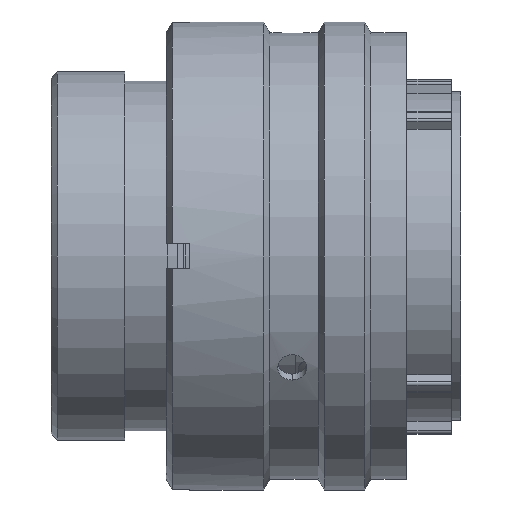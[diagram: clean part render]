
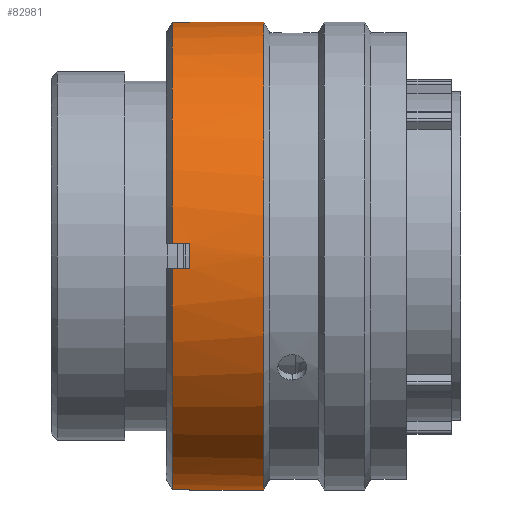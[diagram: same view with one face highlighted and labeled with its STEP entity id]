
A CAD part, front view. The second image highlights one B-rep face of the part: STEP entity #82981.
In plain terms, the highlighted cylindrical face has radius 19.05 mm (diameter 38.1 mm), a partial arc.
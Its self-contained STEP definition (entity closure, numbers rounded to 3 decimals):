
#215 = LINE ( 'NONE', #14216, #44611 ) ;
#1540 = FACE_OUTER_BOUND ( 'NONE', #78154, .T. ) ;
#2983 = DIRECTION ( 'NONE',  ( -1., 0., 0. ) ) ;
#3171 = VECTOR ( 'NONE', #14254, 1000. ) ;
#3669 = VECTOR ( 'NONE', #107050, 1000. ) ;
#4245 = DIRECTION ( 'NONE',  ( 0., 0., 1. ) ) ;
#6372 = EDGE_CURVE ( 'NONE', #54857, #92289, #27501, .T. ) ;
#6885 = CYLINDRICAL_SURFACE ( 'NONE', #21982, 19.05 ) ;
#7816 = LINE ( 'NONE', #15609, #96414 ) ;
#8327 = DIRECTION ( 'NONE',  ( 1., 0., 0. ) ) ;
#13165 = CARTESIAN_POINT ( 'NONE',  ( 11.278, 0., -19.05 ) ) ;
#13588 = CARTESIAN_POINT ( 'NONE',  ( 11.278, -1., 19.024 ) ) ;
#14216 = CARTESIAN_POINT ( 'NONE',  ( 28.928, -19.024, 1. ) ) ;
#14254 = DIRECTION ( 'NONE',  ( 1., 0., 0. ) ) ;
#15609 = CARTESIAN_POINT ( 'NONE',  ( 28.928, 0., 19.05 ) ) ;
#20318 = AXIS2_PLACEMENT_3D ( 'NONE', #25627, #8327, #84516 ) ;
#21519 = VECTOR ( 'NONE', #2983, 1000. ) ;
#21982 = AXIS2_PLACEMENT_3D ( 'NONE', #30731, #98969, #47949 ) ;
#22490 = VERTEX_POINT ( 'NONE', #107738 ) ;
#22861 = VERTEX_POINT ( 'NONE', #98603 ) ;
#22916 = CIRCLE ( 'NONE', #55366, 19.05 ) ;
#24845 = DIRECTION ( 'NONE',  ( 1., 0., 0. ) ) ;
#25357 = AXIS2_PLACEMENT_3D ( 'NONE', #54454, #28899, #29292 ) ;
#25627 = CARTESIAN_POINT ( 'NONE',  ( 9.878, 0., 0. ) ) ;
#27501 = CIRCLE ( 'NONE', #40219, 19.05 ) ;
#28899 = DIRECTION ( 'NONE',  ( 1., 0., 0. ) ) ;
#29292 = DIRECTION ( 'NONE',  ( 0., 0., -1. ) ) ;
#30040 = ORIENTED_EDGE ( 'NONE', *, *, #80605, .F. ) ;
#30428 = DIRECTION ( 'NONE',  ( 1., 0., 0. ) ) ;
#30731 = CARTESIAN_POINT ( 'NONE',  ( 28.928, 0., 0. ) ) ;
#30881 = AXIS2_PLACEMENT_3D ( 'NONE', #90055, #30428, #108036 ) ;
#31936 = CARTESIAN_POINT ( 'NONE',  ( 17.298, 0., 19.05 ) ) ;
#33063 = ORIENTED_EDGE ( 'NONE', *, *, #69024, .T. ) ;
#37471 = EDGE_CURVE ( 'NONE', #92289, #75428, #72142, .T. ) ;
#39193 = VERTEX_POINT ( 'NONE', #13165 ) ;
#39636 = EDGE_CURVE ( 'NONE', #75428, #22861, #22916, .T. ) ;
#40219 = AXIS2_PLACEMENT_3D ( 'NONE', #93105, #24845, #57925 ) ;
#40907 = EDGE_CURVE ( 'NONE', #69831, #86032, #68995, .T. ) ;
#40973 = EDGE_CURVE ( 'NONE', #92232, #69867, #83614, .T. ) ;
#41498 = CARTESIAN_POINT ( 'NONE',  ( 28.928, -1., -19.024 ) ) ;
#42256 = ORIENTED_EDGE ( 'NONE', *, *, #78834, .T. ) ;
#42968 = ORIENTED_EDGE ( 'NONE', *, *, #40907, .T. ) ;
#44183 = EDGE_CURVE ( 'NONE', #22490, #39193, #56917, .T. ) ;
#44611 = VECTOR ( 'NONE', #91477, 1000. ) ;
#45362 = VECTOR ( 'NONE', #76304, 1000. ) ;
#46056 = DIRECTION ( 'NONE',  ( 1., 0., 0. ) ) ;
#47634 = AXIS2_PLACEMENT_3D ( 'NONE', #98437, #89460, #4245 ) ;
#47651 = CARTESIAN_POINT ( 'NONE',  ( 28.928, 0., -19.05 ) ) ;
#47949 = DIRECTION ( 'NONE',  ( 0., 0., -1. ) ) ;
#49769 = CIRCLE ( 'NONE', #25357, 19.05 ) ;
#54454 = CARTESIAN_POINT ( 'NONE',  ( 17.298, 0., 0. ) ) ;
#54857 = VERTEX_POINT ( 'NONE', #60216 ) ;
#55366 = AXIS2_PLACEMENT_3D ( 'NONE', #97824, #46056, #73055 ) ;
#56917 = CIRCLE ( 'NONE', #30881, 19.05 ) ;
#57761 = CARTESIAN_POINT ( 'NONE',  ( 11.278, 0., 19.05 ) ) ;
#57925 = DIRECTION ( 'NONE',  ( 0., 0., 1. ) ) ;
#58564 = CARTESIAN_POINT ( 'NONE',  ( 17.298, 0., -19.05 ) ) ;
#59059 = ORIENTED_EDGE ( 'NONE', *, *, #40973, .T. ) ;
#59633 = LINE ( 'NONE', #47651, #3171 ) ;
#60216 = CARTESIAN_POINT ( 'NONE',  ( 11.278, -19.024, 1. ) ) ;
#61970 = CARTESIAN_POINT ( 'NONE',  ( 11.278, -19.024, -1. ) ) ;
#62371 = ORIENTED_EDGE ( 'NONE', *, *, #37471, .T. ) ;
#65329 = CARTESIAN_POINT ( 'NONE',  ( 9.878, -19.024, -1. ) ) ;
#68165 = LINE ( 'NONE', #41498, #45362 ) ;
#68722 = CARTESIAN_POINT ( 'NONE',  ( 9.878, -1., 19.024 ) ) ;
#68995 = CIRCLE ( 'NONE', #47634, 19.05 ) ;
#69024 = EDGE_CURVE ( 'NONE', #69867, #54857, #215, .T. ) ;
#69831 = VERTEX_POINT ( 'NONE', #57761 ) ;
#69867 = VERTEX_POINT ( 'NONE', #84322 ) ;
#70445 = EDGE_CURVE ( 'NONE', #22861, #22490, #68165, .T. ) ;
#72142 = LINE ( 'NONE', #89817, #3669 ) ;
#72697 = ORIENTED_EDGE ( 'NONE', *, *, #70445, .T. ) ;
#73055 = DIRECTION ( 'NONE',  ( 0., 0., -1. ) ) ;
#75428 = VERTEX_POINT ( 'NONE', #65329 ) ;
#76304 = DIRECTION ( 'NONE',  ( 1., 0., 0. ) ) ;
#78154 = EDGE_LOOP ( 'NONE', ( #30040, #42968, #107104, #59059, #33063, #110308, #62371, #107306, #72697, #82133, #42256, #86085 ) ) ;
#78834 = EDGE_CURVE ( 'NONE', #39193, #96816, #59633, .T. ) ;
#80605 = EDGE_CURVE ( 'NONE', #69831, #89239, #7816, .T. ) ;
#82133 = ORIENTED_EDGE ( 'NONE', *, *, #44183, .T. ) ;
#82981 = ADVANCED_FACE ( 'NONE', ( #1540 ), #6885, .T. ) ;
#83614 = CIRCLE ( 'NONE', #20318, 19.05 ) ;
#83854 = DIRECTION ( 'NONE',  ( 1., 0., 0. ) ) ;
#84322 = CARTESIAN_POINT ( 'NONE',  ( 9.878, -19.024, 1. ) ) ;
#84516 = DIRECTION ( 'NONE',  ( 0., 0., -1. ) ) ;
#86032 = VERTEX_POINT ( 'NONE', #13588 ) ;
#86085 = ORIENTED_EDGE ( 'NONE', *, *, #107570, .F. ) ;
#89239 = VERTEX_POINT ( 'NONE', #31936 ) ;
#89460 = DIRECTION ( 'NONE',  ( 1., 0., 0. ) ) ;
#89817 = CARTESIAN_POINT ( 'NONE',  ( 28.928, -19.024, -1. ) ) ;
#90055 = CARTESIAN_POINT ( 'NONE',  ( 11.278, 0., 0. ) ) ;
#91477 = DIRECTION ( 'NONE',  ( 1., 0., 0. ) ) ;
#92232 = VERTEX_POINT ( 'NONE', #68722 ) ;
#92289 = VERTEX_POINT ( 'NONE', #61970 ) ;
#93105 = CARTESIAN_POINT ( 'NONE',  ( 11.278, 0., 0. ) ) ;
#96414 = VECTOR ( 'NONE', #83854, 1000. ) ;
#96816 = VERTEX_POINT ( 'NONE', #58564 ) ;
#97824 = CARTESIAN_POINT ( 'NONE',  ( 9.878, 0., 0. ) ) ;
#98437 = CARTESIAN_POINT ( 'NONE',  ( 11.278, 0., 0. ) ) ;
#98603 = CARTESIAN_POINT ( 'NONE',  ( 9.878, -1., -19.024 ) ) ;
#98969 = DIRECTION ( 'NONE',  ( 1., 0., 0. ) ) ;
#103045 = EDGE_CURVE ( 'NONE', #86032, #92232, #107425, .T. ) ;
#106184 = CARTESIAN_POINT ( 'NONE',  ( 28.928, -1., 19.024 ) ) ;
#107050 = DIRECTION ( 'NONE',  ( -1., 0., 0. ) ) ;
#107104 = ORIENTED_EDGE ( 'NONE', *, *, #103045, .T. ) ;
#107306 = ORIENTED_EDGE ( 'NONE', *, *, #39636, .T. ) ;
#107425 = LINE ( 'NONE', #106184, #21519 ) ;
#107570 = EDGE_CURVE ( 'NONE', #89239, #96816, #49769, .T. ) ;
#107738 = CARTESIAN_POINT ( 'NONE',  ( 11.278, -1., -19.024 ) ) ;
#108036 = DIRECTION ( 'NONE',  ( 0., 0., 1. ) ) ;
#110308 = ORIENTED_EDGE ( 'NONE', *, *, #6372, .T. ) ;
